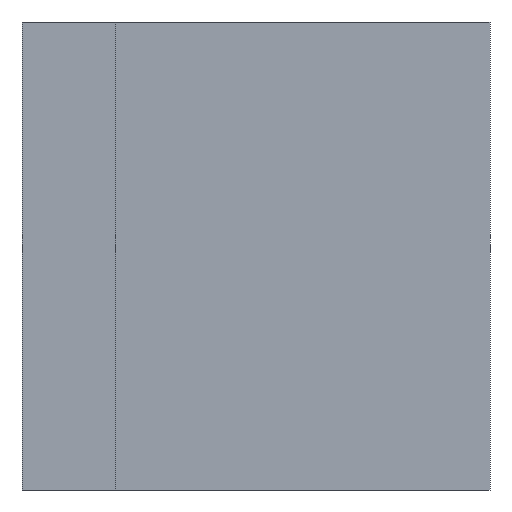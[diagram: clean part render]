
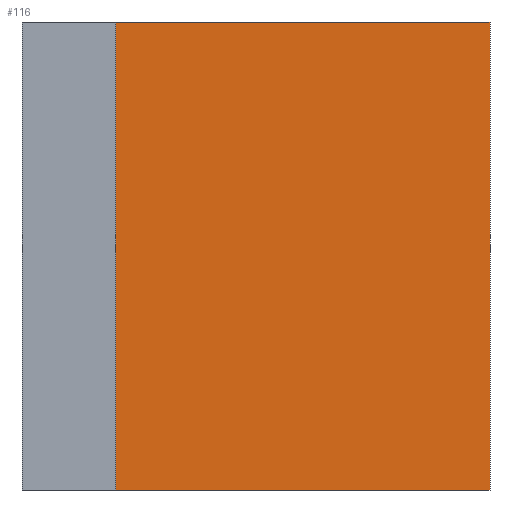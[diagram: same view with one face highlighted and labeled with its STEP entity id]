
A CAD part, front view. The second image highlights one B-rep face of the part: STEP entity #116.
In plain terms, the highlighted planar face has unit normal (0, -1, 0).
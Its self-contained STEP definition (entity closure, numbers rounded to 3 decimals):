
#1 = CARTESIAN_POINT ( 'NONE',  ( -0.8, -0.2, 0.5 ) ) ;
#10 = CARTESIAN_POINT ( 'NONE',  ( -0.8, -0.2, 0.5 ) ) ;
#12 = ORIENTED_EDGE ( 'NONE', *, *, #54, .F. ) ;
#15 = VERTEX_POINT ( 'NONE', #260 ) ;
#31 = PLANE ( 'NONE',  #166 ) ;
#34 = ORIENTED_EDGE ( 'NONE', *, *, #134, .F. ) ;
#40 = VERTEX_POINT ( 'NONE', #66 ) ;
#49 = EDGE_CURVE ( 'NONE', #40, #15, #252, .T. ) ;
#53 = VECTOR ( 'NONE', #155, 1000. ) ;
#54 = EDGE_CURVE ( 'NONE', #141, #15, #195, .T. ) ;
#57 = LINE ( 'NONE', #220, #266 ) ;
#58 = EDGE_CURVE ( 'NONE', #211, #40, #156, .T. ) ;
#62 = VECTOR ( 'NONE', #192, 1000. ) ;
#66 = CARTESIAN_POINT ( 'NONE',  ( -0.8, -0.2, -0.5 ) ) ;
#72 = FACE_OUTER_BOUND ( 'NONE', #136, .T. ) ;
#109 = DIRECTION ( 'NONE',  ( 0., 1., 0. ) ) ;
#116 = ADVANCED_FACE ( 'NONE', ( #72 ), #31, .F. ) ;
#127 = ORIENTED_EDGE ( 'NONE', *, *, #58, .T. ) ;
#130 = CARTESIAN_POINT ( 'NONE',  ( -0.8, -0.2, -0.5 ) ) ;
#134 = EDGE_CURVE ( 'NONE', #211, #141, #57, .T. ) ;
#136 = EDGE_LOOP ( 'NONE', ( #241, #12, #34, #127 ) ) ;
#141 = VERTEX_POINT ( 'NONE', #178 ) ;
#155 = DIRECTION ( 'NONE',  ( 0., 0., -1. ) ) ;
#156 = LINE ( 'NONE', #10, #53 ) ;
#160 = VECTOR ( 'NONE', #255, 1000. ) ;
#163 = DIRECTION ( 'NONE',  ( 1., 0., 0. ) ) ;
#166 = AXIS2_PLACEMENT_3D ( 'NONE', #212, #109, #261 ) ;
#178 = CARTESIAN_POINT ( 'NONE',  ( 0., -0.2, 0.5 ) ) ;
#192 = DIRECTION ( 'NONE',  ( 0., 0., -1. ) ) ;
#195 = LINE ( 'NONE', #236, #62 ) ;
#211 = VERTEX_POINT ( 'NONE', #1 ) ;
#212 = CARTESIAN_POINT ( 'NONE',  ( -0.8, -0.2, 0.5 ) ) ;
#220 = CARTESIAN_POINT ( 'NONE',  ( -0.8, -0.2, 0.5 ) ) ;
#236 = CARTESIAN_POINT ( 'NONE',  ( 0., -0.2, 0.5 ) ) ;
#241 = ORIENTED_EDGE ( 'NONE', *, *, #49, .T. ) ;
#252 = LINE ( 'NONE', #130, #160 ) ;
#255 = DIRECTION ( 'NONE',  ( 1., 0., 0. ) ) ;
#260 = CARTESIAN_POINT ( 'NONE',  ( 0., -0.2, -0.5 ) ) ;
#261 = DIRECTION ( 'NONE',  ( 0., 0., 1. ) ) ;
#266 = VECTOR ( 'NONE', #163, 1000. ) ;
